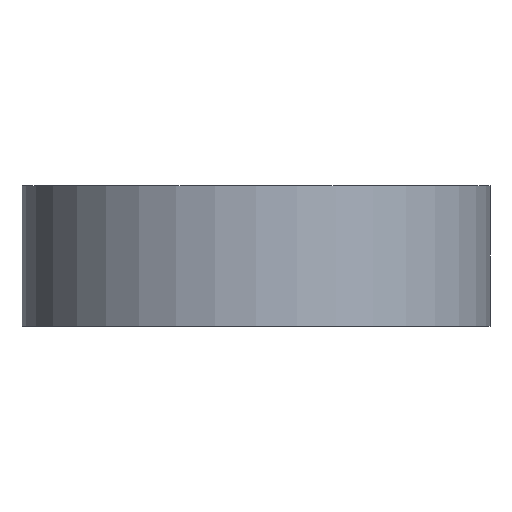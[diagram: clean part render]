
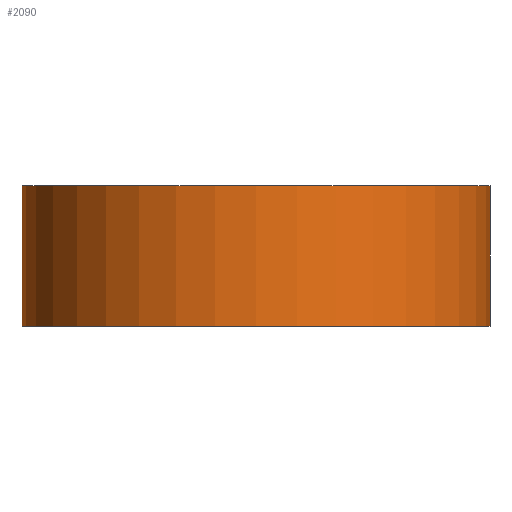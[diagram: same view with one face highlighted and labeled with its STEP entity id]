
A CAD part, front view. The second image highlights one B-rep face of the part: STEP entity #2090.
In plain terms, the highlighted cylindrical face has radius 14 mm (diameter 28 mm), a partial arc.
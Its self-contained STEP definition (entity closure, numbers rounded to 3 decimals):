
#86 = DIRECTION ( 'NONE',  ( 0., 0., -1. ) ) ;
#190 = LINE ( 'NONE', #1821, #9427 ) ;
#579 = EDGE_LOOP ( 'NONE', ( #6056, #4939, #9667, #9125 ) ) ;
#1305 = AXIS2_PLACEMENT_3D ( 'NONE', #8080, #6271, #3726 ) ;
#1821 = CARTESIAN_POINT ( 'NONE',  ( -22.024, -11.2, 9.2 ) ) ;
#1873 = VERTEX_POINT ( 'NONE', #3041 ) ;
#2046 = EDGE_CURVE ( 'NONE', #6397, #1873, #9946, .T. ) ;
#2090 = ADVANCED_FACE ( 'NONE', ( #9711 ), #4374, .T. ) ;
#2687 = LINE ( 'NONE', #4435, #6416 ) ;
#3041 = CARTESIAN_POINT ( 'NONE',  ( 5.976, -11.2, 9.2 ) ) ;
#3100 = EDGE_CURVE ( 'NONE', #6397, #5990, #190, .T. ) ;
#3726 = DIRECTION ( 'NONE',  ( -1., 0., 0. ) ) ;
#3962 = CARTESIAN_POINT ( 'NONE',  ( -22.024, -11.2, 9.2 ) ) ;
#4046 = CARTESIAN_POINT ( 'NONE',  ( 5.976, -11.2, 0.8 ) ) ;
#4374 = CYLINDRICAL_SURFACE ( 'NONE', #1305, 14. ) ;
#4435 = CARTESIAN_POINT ( 'NONE',  ( 5.976, -11.2, 9.2 ) ) ;
#4933 = AXIS2_PLACEMENT_3D ( 'NONE', #5863, #8606, #8547 ) ;
#4939 = ORIENTED_EDGE ( 'NONE', *, *, #2046, .F. ) ;
#5027 = EDGE_CURVE ( 'NONE', #1873, #7398, #2687, .T. ) ;
#5863 = CARTESIAN_POINT ( 'NONE',  ( -8.024, -11.2, 9.2 ) ) ;
#5990 = VERTEX_POINT ( 'NONE', #6305 ) ;
#6056 = ORIENTED_EDGE ( 'NONE', *, *, #5027, .F. ) ;
#6268 = DIRECTION ( 'NONE',  ( -1., 0., 0. ) ) ;
#6271 = DIRECTION ( 'NONE',  ( 0., 0., -1. ) ) ;
#6305 = CARTESIAN_POINT ( 'NONE',  ( -22.024, -11.2, 0.8 ) ) ;
#6397 = VERTEX_POINT ( 'NONE', #3962 ) ;
#6416 = VECTOR ( 'NONE', #7969, 1000. ) ;
#6508 = CIRCLE ( 'NONE', #6887, 14. ) ;
#6887 = AXIS2_PLACEMENT_3D ( 'NONE', #10743, #9930, #6268 ) ;
#7398 = VERTEX_POINT ( 'NONE', #4046 ) ;
#7969 = DIRECTION ( 'NONE',  ( 0., 0., -1. ) ) ;
#8080 = CARTESIAN_POINT ( 'NONE',  ( -8.024, -11.2, 9.2 ) ) ;
#8547 = DIRECTION ( 'NONE',  ( 1., 0., 0. ) ) ;
#8606 = DIRECTION ( 'NONE',  ( 0., 0., 1. ) ) ;
#9125 = ORIENTED_EDGE ( 'NONE', *, *, #9710, .F. ) ;
#9427 = VECTOR ( 'NONE', #86, 1000. ) ;
#9667 = ORIENTED_EDGE ( 'NONE', *, *, #3100, .T. ) ;
#9710 = EDGE_CURVE ( 'NONE', #7398, #5990, #6508, .T. ) ;
#9711 = FACE_OUTER_BOUND ( 'NONE', #579, .T. ) ;
#9930 = DIRECTION ( 'NONE',  ( 0., 0., -1. ) ) ;
#9946 = CIRCLE ( 'NONE', #4933, 14. ) ;
#10743 = CARTESIAN_POINT ( 'NONE',  ( -8.024, -11.2, 0.8 ) ) ;
